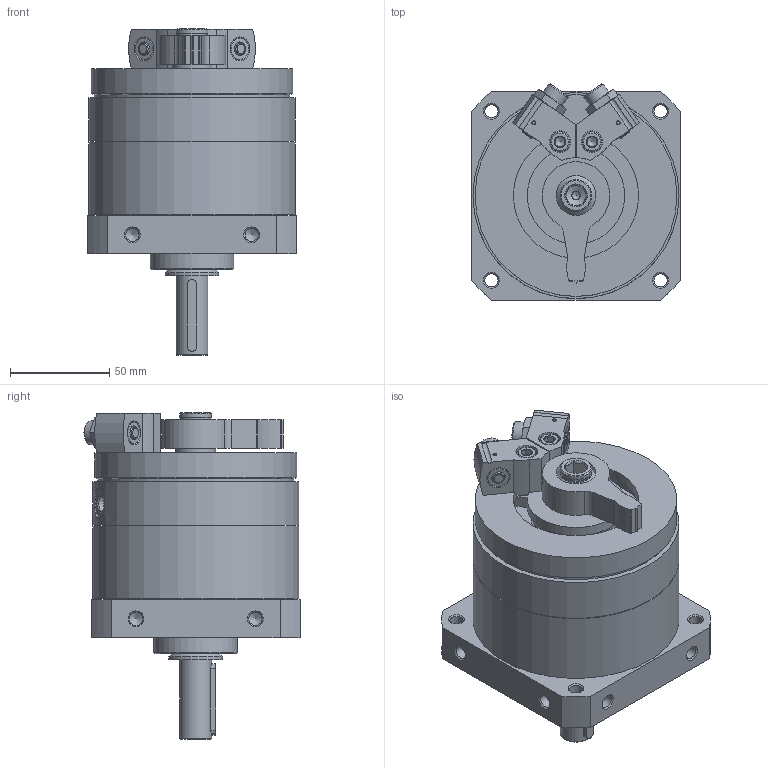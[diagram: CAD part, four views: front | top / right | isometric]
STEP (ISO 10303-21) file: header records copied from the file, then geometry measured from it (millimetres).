
FILE_DESCRIPTION(/* description */ ('STEP AP214'),/* implementation_level */ '2;1');
FILE_NAME(/* name */ '1145104_DSM-T-32-270-P-A-B',/* time_stamp */ '2024-08-21T19:44:00+02:00',/* author */ ('License CC BY-ND 4.0'),/* organization */ ('CADENAS'),/* preprocessor_version */ 'ST-DEVELOPER v19.3',/* originating_system */ 'PARTsolutions',/* authorisation */ ' ');
FILE_SCHEMA (('AUTOMOTIVE_DESIGN {1 0 10303 214 3 1 1}'));
Length unit declared in the file: millimetre
Products named in the file (10): 1145104 DSM-T-32-270-P-A-B--(0); 547582 DSM-32-270-P-A-B_G---(T); 704065 DSM-32-BR---(HZ); 710517 DSM-32-P-B; 371075 SLT-16; 342622 DSM-32_NS; DIN-912 - M6x25(F); 348987 SPZ-20 M12X1-4-15; 704064 DSM-32-BL---(HZ); 547582 DSM-32-270-P-A-B_K---(T)
Assembly tree (14 placements, depth 2):
  1145104 DSM-T-32-270-P-A-B--(0)
    547582 DSM-32-270-P-A-B_G---(T)
    704065 DSM-32-BR---(HZ)
    710517 DSM-32-P-B  x2
    371075 SLT-16  x2
    342622 DSM-32_NS  x2
    DIN-912 - M6x25(F)  x2
    348987 SPZ-20 M12X1-4-15  x2
    704064 DSM-32-BL---(HZ)
    547582 DSM-32-270-P-A-B_K---(T)
Bounding box: 105 x 108.67 x 164.1 mm (x, y, z)
Volume: 808292.5 mm3; surface area: 129089.4 mm2
Topology: 14 solids, 14 shells, 380 faces, 877 edges, 553 vertices
Faces by surface type: plane 166, cylinder 123, cone 86, torus 5
Full cylindrical faces by diameter (mm): 1.567 x2, 3.242 x1, 4.134 x1, 4.917 x2, 5.3 x1, 6 x2, 6.6 x2, 6.647 x10, 7 x2, 8.566 x2, 10 x2, 10.917 x4, 11 x2, 12 x2, 15 x2, 15.2 x1, 16 x3, 20 x3, 27 x1, 42 x1, 43 x1, 49 x1, 63 x1, 72 x1, 82 x2, 98.5 x1, 101.5 x1, 103.65 x2
Entity records: 8389 total; most frequent: CARTESIAN_POINT 1527, DIRECTION 1459, ORIENTED_EDGE 1136, AXIS2_PLACEMENT_3D 605, EDGE_CURVE 568, FACE_BOUND 479, EDGE_LOOP 467, VERTEX_POINT 433
